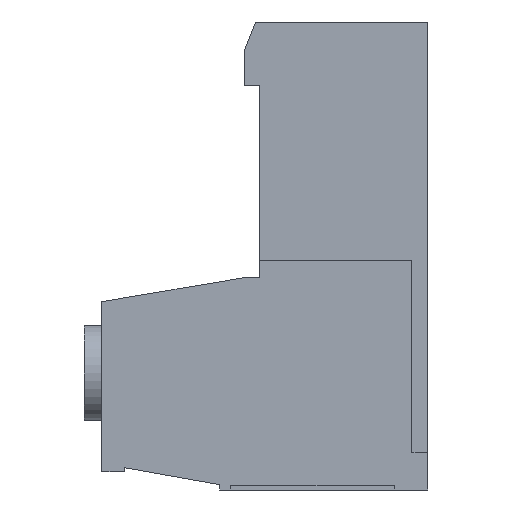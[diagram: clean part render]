
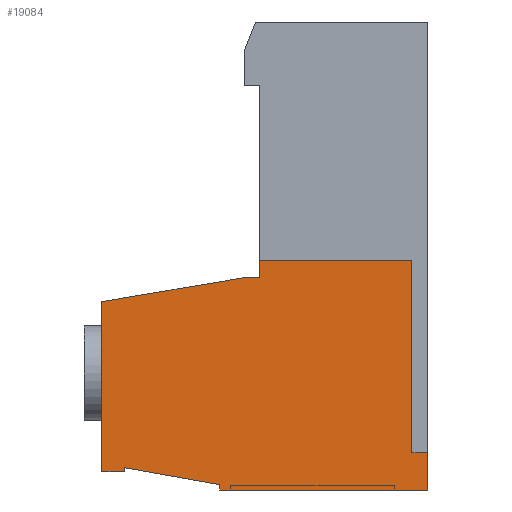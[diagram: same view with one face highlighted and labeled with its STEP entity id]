
A CAD part, left-side view. The second image highlights one B-rep face of the part: STEP entity #19084.
In plain terms, the highlighted planar face has unit normal (-1, 0, 0).
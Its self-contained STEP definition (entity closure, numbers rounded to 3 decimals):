
#145 = LINE ( 'NONE', #1529, #15266 ) ;
#146 = VECTOR ( 'NONE', #1232, 1000. ) ;
#195 = LINE ( 'NONE', #9105, #15319 ) ;
#539 = ORIENTED_EDGE ( 'NONE', *, *, #17565, .F. ) ;
#691 = CARTESIAN_POINT ( 'NONE',  ( 0., 15.33, -21.15 ) ) ;
#769 = VERTEX_POINT ( 'NONE', #17295 ) ;
#810 = CARTESIAN_POINT ( 'NONE',  ( 0., 14.25, -20.95 ) ) ;
#829 = LINE ( 'NONE', #23218, #22081 ) ;
#1110 = CARTESIAN_POINT ( 'NONE',  ( 0., 9.77, -21.75 ) ) ;
#1232 = DIRECTION ( 'NONE',  ( 0., 1., 0. ) ) ;
#1529 = CARTESIAN_POINT ( 'NONE',  ( 0., 14.25, -20.95 ) ) ;
#1849 = CARTESIAN_POINT ( 'NONE',  ( 0., 7.9, -12. ) ) ;
#3248 = ORIENTED_EDGE ( 'NONE', *, *, #14771, .F. ) ;
#3897 = DIRECTION ( 'NONE',  ( 1., 0., 0. ) ) ;
#3912 = DIRECTION ( 'NONE',  ( 0., 0., 1. ) ) ;
#3935 = ORIENTED_EDGE ( 'NONE', *, *, #15138, .F. ) ;
#4008 = VERTEX_POINT ( 'NONE', #16528 ) ;
#4018 = LINE ( 'NONE', #4403, #14302 ) ;
#4403 = CARTESIAN_POINT ( 'NONE',  ( 0., 9.77, -22. ) ) ;
#4413 = ORIENTED_EDGE ( 'NONE', *, *, #22607, .F. ) ;
#4637 = VECTOR ( 'NONE', #24702, 1000. ) ;
#4672 = VERTEX_POINT ( 'NONE', #16734 ) ;
#4911 = CARTESIAN_POINT ( 'NONE',  ( 0., 0., 0. ) ) ;
#5262 = ORIENTED_EDGE ( 'NONE', *, *, #14533, .F. ) ;
#5471 = ORIENTED_EDGE ( 'NONE', *, *, #21482, .F. ) ;
#5612 = VECTOR ( 'NONE', #11021, 1000. ) ;
#5637 = LINE ( 'NONE', #15621, #146 ) ;
#6255 = CARTESIAN_POINT ( 'NONE',  ( 0., 7.9, -11.2 ) ) ;
#6957 = DIRECTION ( 'NONE',  ( 0., 0., -1. ) ) ;
#7530 = LINE ( 'NONE', #12831, #17805 ) ;
#7609 = ORIENTED_EDGE ( 'NONE', *, *, #18184, .F. ) ;
#7688 = CARTESIAN_POINT ( 'NONE',  ( 0., 8.53, -12. ) ) ;
#8533 = VERTEX_POINT ( 'NONE', #17579 ) ;
#8946 = CARTESIAN_POINT ( 'NONE',  ( 0., 0.75, -20.25 ) ) ;
#8951 = VECTOR ( 'NONE', #3912, 1000. ) ;
#9105 = CARTESIAN_POINT ( 'NONE',  ( 0., 15.33, -21.15 ) ) ;
#9498 = LINE ( 'NONE', #12114, #14343 ) ;
#9841 = EDGE_LOOP ( 'NONE', ( #3935, #5471, #4413, #25021, #21333, #3248, #539, #23901, #10451, #17765, #7609, #25403, #5262 ) ) ;
#10256 = LINE ( 'NONE', #1849, #8951 ) ;
#10451 = ORIENTED_EDGE ( 'NONE', *, *, #14716, .F. ) ;
#10906 = DIRECTION ( 'NONE',  ( 0., -0.986, 0.167 ) ) ;
#11021 = DIRECTION ( 'NONE',  ( 0., -1., 0. ) ) ;
#11359 = FACE_OUTER_BOUND ( 'NONE', #9841, .T. ) ;
#12114 = CARTESIAN_POINT ( 'NONE',  ( 0., 8.53, -12. ) ) ;
#12831 = CARTESIAN_POINT ( 'NONE',  ( 0., 14.25, -21.15 ) ) ;
#12837 = CARTESIAN_POINT ( 'NONE',  ( 0., 7.9, -11.2 ) ) ;
#13302 = VERTEX_POINT ( 'NONE', #7688 ) ;
#13341 = VECTOR ( 'NONE', #22274, 1000. ) ;
#13600 = CARTESIAN_POINT ( 'NONE',  ( 0., 15.33, -13.15 ) ) ;
#13651 = EDGE_CURVE ( 'NONE', #20085, #18760, #829, .T. ) ;
#13713 = EDGE_CURVE ( 'NONE', #25625, #15201, #195, .T. ) ;
#13851 = DIRECTION ( 'NONE',  ( 0., 0., -1. ) ) ;
#14130 = CARTESIAN_POINT ( 'NONE',  ( 0., 0., 0. ) ) ;
#14179 = DIRECTION ( 'NONE',  ( 0., -1., 0. ) ) ;
#14302 = VECTOR ( 'NONE', #24992, 1000. ) ;
#14315 = VERTEX_POINT ( 'NONE', #25523 ) ;
#14343 = VECTOR ( 'NONE', #14179, 1000. ) ;
#14403 = EDGE_CURVE ( 'NONE', #14315, #769, #5637, .T. ) ;
#14533 = EDGE_CURVE ( 'NONE', #19652, #8533, #18768, .T. ) ;
#14716 = EDGE_CURVE ( 'NONE', #769, #20085, #4018, .T. ) ;
#14771 = EDGE_CURVE ( 'NONE', #4008, #25625, #7530, .T. ) ;
#14838 = EDGE_CURVE ( 'NONE', #8533, #4672, #22005, .T. ) ;
#14901 = LINE ( 'NONE', #6255, #4637 ) ;
#15138 = EDGE_CURVE ( 'NONE', #16208, #19652, #14901, .T. ) ;
#15201 = VERTEX_POINT ( 'NONE', #13600 ) ;
#15210 = DIRECTION ( 'NONE',  ( 0., 0., 1. ) ) ;
#15266 = VECTOR ( 'NONE', #13851, 1000. ) ;
#15319 = VECTOR ( 'NONE', #15210, 1000. ) ;
#15621 = CARTESIAN_POINT ( 'NONE',  ( 0., 0., -22. ) ) ;
#16091 = CARTESIAN_POINT ( 'NONE',  ( 0., 0.75, -11.2 ) ) ;
#16208 = VERTEX_POINT ( 'NONE', #12837 ) ;
#16528 = CARTESIAN_POINT ( 'NONE',  ( 0., 14.25, -21.15 ) ) ;
#16584 = LINE ( 'NONE', #4911, #26223 ) ;
#16734 = CARTESIAN_POINT ( 'NONE',  ( 0., 0., -20.25 ) ) ;
#16796 = EDGE_CURVE ( 'NONE', #15201, #13302, #23684, .T. ) ;
#16979 = DIRECTION ( 'NONE',  ( 0., 1., 0. ) ) ;
#17295 = CARTESIAN_POINT ( 'NONE',  ( 0., 9.77, -22. ) ) ;
#17565 = EDGE_CURVE ( 'NONE', #18760, #4008, #145, .T. ) ;
#17579 = CARTESIAN_POINT ( 'NONE',  ( 0., 0.75, -20.25 ) ) ;
#17765 = ORIENTED_EDGE ( 'NONE', *, *, #14403, .F. ) ;
#17805 = VECTOR ( 'NONE', #16979, 1000. ) ;
#18177 = VECTOR ( 'NONE', #10906, 1000. ) ;
#18184 = EDGE_CURVE ( 'NONE', #4672, #14315, #16584, .T. ) ;
#18221 = DIRECTION ( 'NONE',  ( 0., 0., -1. ) ) ;
#18760 = VERTEX_POINT ( 'NONE', #810 ) ;
#18768 = LINE ( 'NONE', #16091, #13341 ) ;
#19050 = CARTESIAN_POINT ( 'NONE',  ( 0., 15.33, -13.15 ) ) ;
#19084 = ADVANCED_FACE ( 'NONE', ( #11359 ), #26446, .F. ) ;
#19652 = VERTEX_POINT ( 'NONE', #26412 ) ;
#20085 = VERTEX_POINT ( 'NONE', #1110 ) ;
#20999 = VERTEX_POINT ( 'NONE', #22715 ) ;
#21333 = ORIENTED_EDGE ( 'NONE', *, *, #13713, .F. ) ;
#21482 = EDGE_CURVE ( 'NONE', #20999, #16208, #10256, .T. ) ;
#22005 = LINE ( 'NONE', #8946, #5612 ) ;
#22081 = VECTOR ( 'NONE', #25299, 1000. ) ;
#22274 = DIRECTION ( 'NONE',  ( 0., 0., -1. ) ) ;
#22607 = EDGE_CURVE ( 'NONE', #13302, #20999, #9498, .T. ) ;
#22715 = CARTESIAN_POINT ( 'NONE',  ( 0., 7.9, -12. ) ) ;
#23218 = CARTESIAN_POINT ( 'NONE',  ( 0., 9.77, -21.75 ) ) ;
#23684 = LINE ( 'NONE', #19050, #18177 ) ;
#23901 = ORIENTED_EDGE ( 'NONE', *, *, #13651, .F. ) ;
#24702 = DIRECTION ( 'NONE',  ( 0., -1., 0. ) ) ;
#24782 = AXIS2_PLACEMENT_3D ( 'NONE', #14130, #3897, #18221 ) ;
#24992 = DIRECTION ( 'NONE',  ( 0., 0., 1. ) ) ;
#25021 = ORIENTED_EDGE ( 'NONE', *, *, #16796, .F. ) ;
#25299 = DIRECTION ( 'NONE',  ( 0., 0.984, 0.176 ) ) ;
#25403 = ORIENTED_EDGE ( 'NONE', *, *, #14838, .F. ) ;
#25523 = CARTESIAN_POINT ( 'NONE',  ( 0., 0., -22. ) ) ;
#25625 = VERTEX_POINT ( 'NONE', #691 ) ;
#26223 = VECTOR ( 'NONE', #6957, 1000. ) ;
#26412 = CARTESIAN_POINT ( 'NONE',  ( 0., 0.75, -11.2 ) ) ;
#26446 = PLANE ( 'NONE',  #24782 ) ;
